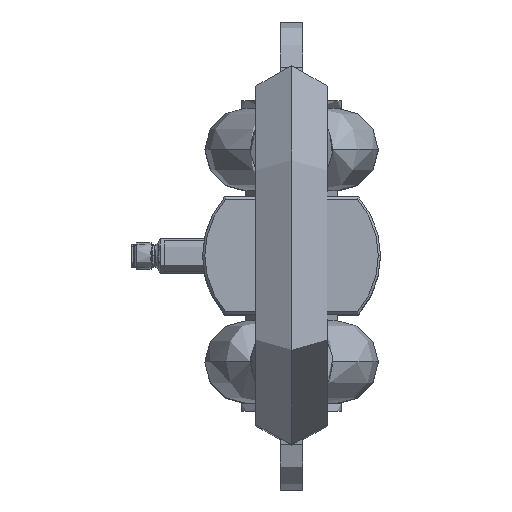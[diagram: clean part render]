
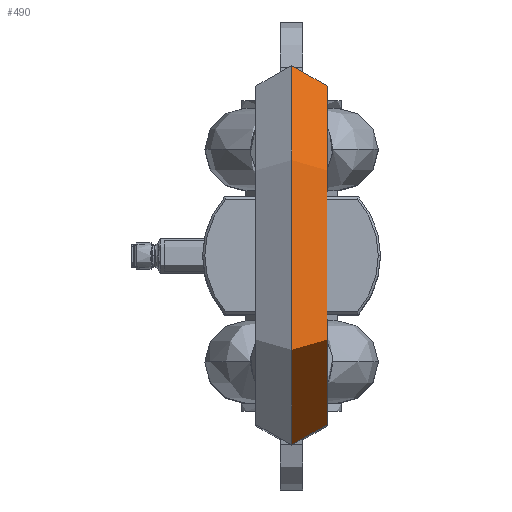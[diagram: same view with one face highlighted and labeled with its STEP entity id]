
A CAD part, top view. The second image highlights one B-rep face of the part: STEP entity #490.
In plain terms, the highlighted toroidal (fillet/blend) face has major radius 68.5 mm and minor radius 19 mm.
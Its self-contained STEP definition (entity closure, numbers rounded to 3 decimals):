
#490=ADVANCED_FACE('0:2311',(#1151),#1152,.T.);
#1151=FACE_OUTER_BOUND('',#2108,.T.);
#1152=TOROIDAL_SURFACE('',#2109,68.5,19.0);
#2108=EDGE_LOOP('',(#3261,#3262,#3263,#3264));
#2109=AXIS2_PLACEMENT_3D('',#3265,#3266,#3267);
#3261=ORIENTED_EDGE('',*,*,#5619,.T.);
#3262=ORIENTED_EDGE('',*,*,#5620,.T.);
#3263=ORIENTED_EDGE('',*,*,#5621,.T.);
#3264=ORIENTED_EDGE('',*,*,#5622,.T.);
#3265=CARTESIAN_POINT('',(0.,0.,70.5));
#3266=DIRECTION('',(1.0,0.,0.));
#3267=DIRECTION('',(0.,-1.0,0.));
#5619=EDGE_CURVE('',#6683,#6684,#6685,.T.);
#5620=EDGE_CURVE('',#6684,#6686,#6687,.T.);
#5621=EDGE_CURVE('',#6686,#6688,#6689,.T.);
#5622=EDGE_CURVE('',#6688,#6683,#6690,.T.);
#6683=VERTEX_POINT('',#8260);
#6684=VERTEX_POINT('',#8261);
#6685=CIRCLE('',#8262,87.5);
#6686=VERTEX_POINT('',#8263);
#6687=CIRCLE('',#8264,19.0);
#6688=VERTEX_POINT('',#8265);
#6689=CIRCLE('',#8266,49.5);
#6690=CIRCLE('',#8267,19.0);
#8260=CARTESIAN_POINT('',(0.,87.5,70.5));
#8261=CARTESIAN_POINT('',(0.,-87.5,70.5));
#8262=AXIS2_PLACEMENT_3D('',#10470,#10471,#10472);
#8263=CARTESIAN_POINT('',(0.,-49.5,70.5));
#8264=AXIS2_PLACEMENT_3D('',#10473,#10474,#10475);
#8265=CARTESIAN_POINT('',(0.,49.5,70.5));
#8266=AXIS2_PLACEMENT_3D('',#10476,#10477,#10478);
#8267=AXIS2_PLACEMENT_3D('',#10479,#10480,#10481);
#10470=CARTESIAN_POINT('',(0.,0.,70.5));
#10471=DIRECTION('',(1.0,0.,0.));
#10472=DIRECTION('',(0.,0.0,-1.0));
#10473=CARTESIAN_POINT('',(0.,-68.5,70.5));
#10474=DIRECTION('',(0.,0.,1.0));
#10475=DIRECTION('',(0.,-1.0,0.));
#10476=CARTESIAN_POINT('',(0.,0.,70.5));
#10477=DIRECTION('',(-1.0,0.,0.));
#10478=DIRECTION('',(0.,0.0,-1.0));
#10479=CARTESIAN_POINT('',(0.,68.5,70.5));
#10480=DIRECTION('',(0.,0.,1.0));
#10481=DIRECTION('',(0.,1.0,0.));
